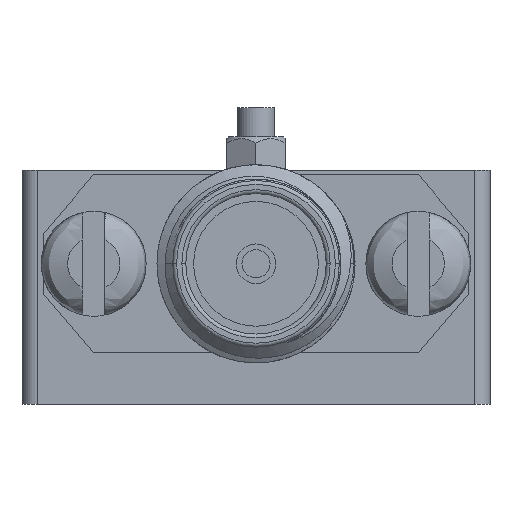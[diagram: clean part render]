
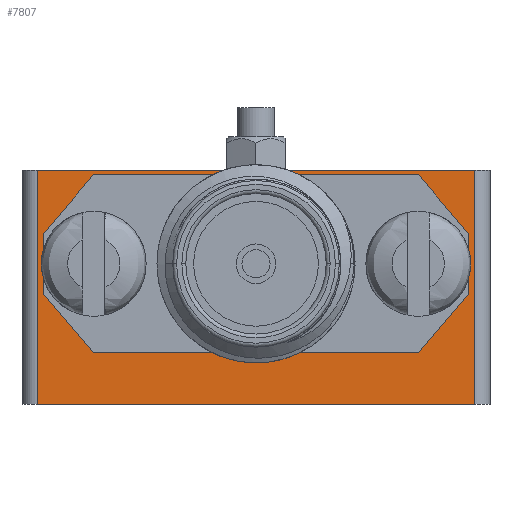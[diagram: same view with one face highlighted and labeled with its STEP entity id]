
A CAD part, front view. The second image highlights one B-rep face of the part: STEP entity #7807.
In plain terms, the highlighted planar face has unit normal (0, -1, 0).
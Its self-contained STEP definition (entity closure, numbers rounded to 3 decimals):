
#55 = CARTESIAN_POINT ( 'NONE',  ( 0., 0., 7.5 ) ) ;
#411 = DIRECTION ( 'NONE',  ( -0.648, 0., -0.762 ) ) ;
#579 = LINE ( 'NONE', #6323, #3839 ) ;
#746 = DIRECTION ( 'NONE',  ( 0., 0., 1. ) ) ;
#907 = VECTOR ( 'NONE', #746, 1000. ) ;
#928 = CARTESIAN_POINT ( 'NONE',  ( -7., 0., 0. ) ) ;
#1318 = LINE ( 'NONE', #4327, #5732 ) ;
#1823 = LINE ( 'NONE', #12073, #16382 ) ;
#1857 = EDGE_CURVE ( 'NONE', #11423, #11861, #17736, .T. ) ;
#2152 = EDGE_LOOP ( 'NONE', ( #8757, #6198, #4339, #17269 ) ) ;
#2451 = ORIENTED_EDGE ( 'NONE', *, *, #11338, .T. ) ;
#2548 = EDGE_CURVE ( 'NONE', #11742, #13205, #12692, .T. ) ;
#2576 = CARTESIAN_POINT ( 'NONE',  ( 7., 0., 0. ) ) ;
#2677 = VERTEX_POINT ( 'NONE', #6812 ) ;
#3169 = DIRECTION ( 'NONE',  ( -0.648, 0., 0.762 ) ) ;
#3362 = FACE_BOUND ( 'NONE', #7540, .T. ) ;
#3709 = ORIENTED_EDGE ( 'NONE', *, *, #5399, .T. ) ;
#3799 = VERTEX_POINT ( 'NONE', #7933 ) ;
#3839 = VECTOR ( 'NONE', #4618, 1000. ) ;
#4096 = EDGE_CURVE ( 'NONE', #7444, #11423, #14824, .T. ) ;
#4231 = LINE ( 'NONE', #16873, #6834 ) ;
#4327 = CARTESIAN_POINT ( 'NONE',  ( -5.211, 0., 7.35 ) ) ;
#4339 = ORIENTED_EDGE ( 'NONE', *, *, #4096, .T. ) ;
#4456 = LINE ( 'NONE', #55, #8306 ) ;
#4499 = EDGE_CURVE ( 'NONE', #11861, #5776, #12392, .T. ) ;
#4618 = DIRECTION ( 'NONE',  ( 0., 0., -1. ) ) ;
#4756 = VECTOR ( 'NONE', #5659, 1000. ) ;
#4894 = CARTESIAN_POINT ( 'NONE',  ( 0., 0., 0. ) ) ;
#5199 = EDGE_CURVE ( 'NONE', #2677, #15814, #11883, .T. ) ;
#5399 = EDGE_CURVE ( 'NONE', #13234, #11742, #1318, .T. ) ;
#5428 = DIRECTION ( 'NONE',  ( 0., -1., 0. ) ) ;
#5443 = LINE ( 'NONE', #9484, #15561 ) ;
#5476 = ORIENTED_EDGE ( 'NONE', *, *, #8119, .T. ) ;
#5659 = DIRECTION ( 'NONE',  ( 0.648, 0., -0.762 ) ) ;
#5732 = VECTOR ( 'NONE', #15735, 1000. ) ;
#5762 = CARTESIAN_POINT ( 'NONE',  ( 6.8, 0., 3.52 ) ) ;
#5776 = VERTEX_POINT ( 'NONE', #6856 ) ;
#6198 = ORIENTED_EDGE ( 'NONE', *, *, #7307, .T. ) ;
#6323 = CARTESIAN_POINT ( 'NONE',  ( 6.8, 0., 3.52 ) ) ;
#6812 = CARTESIAN_POINT ( 'NONE',  ( -6.8, 0., 3.52 ) ) ;
#6834 = VECTOR ( 'NONE', #12942, 1000. ) ;
#6856 = CARTESIAN_POINT ( 'NONE',  ( 7., 0., 7.5 ) ) ;
#7307 = EDGE_CURVE ( 'NONE', #5776, #7444, #4456, .T. ) ;
#7444 = VERTEX_POINT ( 'NONE', #11166 ) ;
#7540 = EDGE_LOOP ( 'NONE', ( #12976, #12678, #5476, #8539, #2451, #11611, #10924, #3709 ) ) ;
#7548 = VERTEX_POINT ( 'NONE', #13781 ) ;
#7807 = ADVANCED_FACE ( 'NONE', ( #10595, #3362 ), #16277, .T. ) ;
#7855 = CARTESIAN_POINT ( 'NONE',  ( -6.8, 0., 5.48 ) ) ;
#7933 = CARTESIAN_POINT ( 'NONE',  ( -5.211, 0., 1.65 ) ) ;
#8097 = VECTOR ( 'NONE', #17754, 1000. ) ;
#8119 = EDGE_CURVE ( 'NONE', #10815, #7548, #1823, .T. ) ;
#8306 = VECTOR ( 'NONE', #11590, 1000. ) ;
#8339 = DIRECTION ( 'NONE',  ( 0.648, 0., 0.762 ) ) ;
#8539 = ORIENTED_EDGE ( 'NONE', *, *, #10557, .T. ) ;
#8757 = ORIENTED_EDGE ( 'NONE', *, *, #4499, .T. ) ;
#8940 = CARTESIAN_POINT ( 'NONE',  ( -5.211, 0., 7.35 ) ) ;
#9484 = CARTESIAN_POINT ( 'NONE',  ( -6.8, 0., 5.48 ) ) ;
#9665 = CARTESIAN_POINT ( 'NONE',  ( 0., 0., 0. ) ) ;
#9839 = AXIS2_PLACEMENT_3D ( 'NONE', #9665, #5428, #18068 ) ;
#10027 = CARTESIAN_POINT ( 'NONE',  ( -6.8, 0., 3.52 ) ) ;
#10517 = CARTESIAN_POINT ( 'NONE',  ( -6.8, 0., 3.52 ) ) ;
#10557 = EDGE_CURVE ( 'NONE', #7548, #3799, #4231, .T. ) ;
#10595 = FACE_OUTER_BOUND ( 'NONE', #2152, .T. ) ;
#10712 = DIRECTION ( 'NONE',  ( 1., 0., 0. ) ) ;
#10815 = VERTEX_POINT ( 'NONE', #5762 ) ;
#10924 = ORIENTED_EDGE ( 'NONE', *, *, #18143, .T. ) ;
#10984 = EDGE_CURVE ( 'NONE', #13205, #10815, #579, .T. ) ;
#11058 = VECTOR ( 'NONE', #3169, 1000. ) ;
#11166 = CARTESIAN_POINT ( 'NONE',  ( -7., 0., 7.5 ) ) ;
#11338 = EDGE_CURVE ( 'NONE', #3799, #2677, #16109, .T. ) ;
#11423 = VERTEX_POINT ( 'NONE', #928 ) ;
#11469 = CARTESIAN_POINT ( 'NONE',  ( 6.8, 0., 5.48 ) ) ;
#11590 = DIRECTION ( 'NONE',  ( -1., 0., 0. ) ) ;
#11611 = ORIENTED_EDGE ( 'NONE', *, *, #5199, .T. ) ;
#11742 = VERTEX_POINT ( 'NONE', #13848 ) ;
#11855 = CARTESIAN_POINT ( 'NONE',  ( -7., 0., 0. ) ) ;
#11861 = VERTEX_POINT ( 'NONE', #2576 ) ;
#11883 = LINE ( 'NONE', #10027, #12904 ) ;
#12073 = CARTESIAN_POINT ( 'NONE',  ( 6.8, 0., 3.52 ) ) ;
#12310 = CARTESIAN_POINT ( 'NONE',  ( 7., 0., 0. ) ) ;
#12392 = LINE ( 'NONE', #12310, #907 ) ;
#12678 = ORIENTED_EDGE ( 'NONE', *, *, #10984, .T. ) ;
#12692 = LINE ( 'NONE', #11469, #4756 ) ;
#12904 = VECTOR ( 'NONE', #15700, 1000. ) ;
#12942 = DIRECTION ( 'NONE',  ( -1., 0., 0. ) ) ;
#12976 = ORIENTED_EDGE ( 'NONE', *, *, #2548, .T. ) ;
#13104 = VECTOR ( 'NONE', #10712, 1000. ) ;
#13205 = VERTEX_POINT ( 'NONE', #17369 ) ;
#13234 = VERTEX_POINT ( 'NONE', #8940 ) ;
#13781 = CARTESIAN_POINT ( 'NONE',  ( 5.211, 0., 1.65 ) ) ;
#13848 = CARTESIAN_POINT ( 'NONE',  ( 5.211, 0., 7.35 ) ) ;
#14824 = LINE ( 'NONE', #11855, #8097 ) ;
#15561 = VECTOR ( 'NONE', #8339, 1000. ) ;
#15700 = DIRECTION ( 'NONE',  ( 0., 0., 1. ) ) ;
#15735 = DIRECTION ( 'NONE',  ( 1., 0., 0. ) ) ;
#15814 = VERTEX_POINT ( 'NONE', #7855 ) ;
#16109 = LINE ( 'NONE', #10517, #11058 ) ;
#16277 = PLANE ( 'NONE',  #9839 ) ;
#16382 = VECTOR ( 'NONE', #411, 1000. ) ;
#16873 = CARTESIAN_POINT ( 'NONE',  ( -5.211, 0., 1.65 ) ) ;
#17269 = ORIENTED_EDGE ( 'NONE', *, *, #1857, .T. ) ;
#17369 = CARTESIAN_POINT ( 'NONE',  ( 6.8, 0., 5.48 ) ) ;
#17736 = LINE ( 'NONE', #4894, #13104 ) ;
#17754 = DIRECTION ( 'NONE',  ( 0., 0., -1. ) ) ;
#18068 = DIRECTION ( 'NONE',  ( 0., 0., -1. ) ) ;
#18143 = EDGE_CURVE ( 'NONE', #15814, #13234, #5443, .T. ) ;
